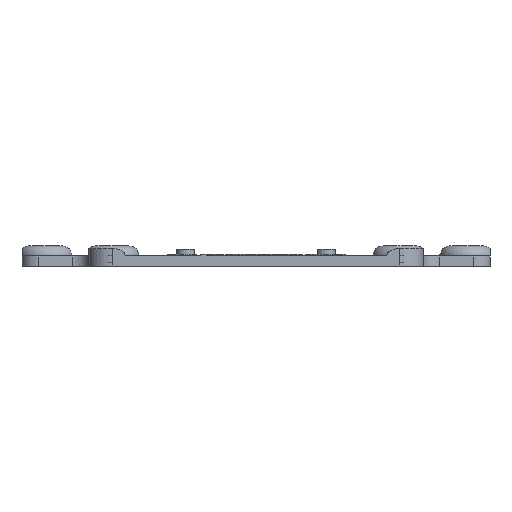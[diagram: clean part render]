
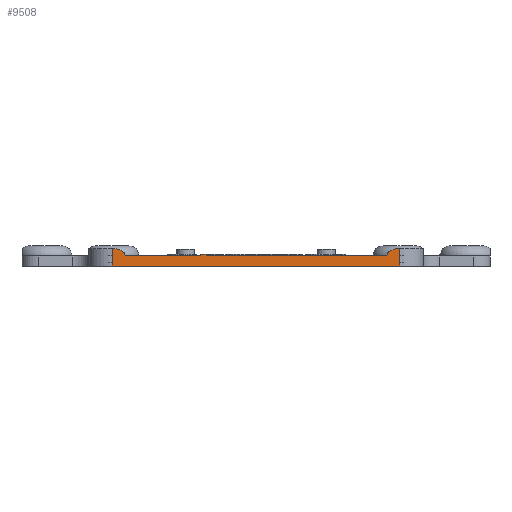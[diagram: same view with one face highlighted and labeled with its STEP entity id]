
A CAD part, left-side view. The second image highlights one B-rep face of the part: STEP entity #9508.
In plain terms, the highlighted planar face has unit normal (-1, 0, 0).
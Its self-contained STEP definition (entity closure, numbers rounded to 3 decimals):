
#810=B_SPLINE_CURVE_WITH_KNOTS('',3,(#12434,#12435,#12436,#12437,#12438,
#12439,#12440,#12441,#12442,#12443),.UNSPECIFIED.,.F.,.F.,(4,2,2,2,4),(0.93,
1.199,1.285,1.345,1.396),
 .UNSPECIFIED.);
#811=B_SPLINE_CURVE_WITH_KNOTS('',3,(#12445,#12446,#12447,#12448,#12449,
#12450),.UNSPECIFIED.,.F.,.F.,(4,2,4),(1.584,1.617,
1.695),.UNSPECIFIED.);
#812=B_SPLINE_CURVE_WITH_KNOTS('',3,(#12454,#12455,#12456,#12457,#12458,
#12459),.UNSPECIFIED.,.F.,.F.,(4,2,4),(0.,0.079,0.111),
 .UNSPECIFIED.);
#813=B_SPLINE_CURVE_WITH_KNOTS('',3,(#12463,#12464,#12465,#12466,#12467,
#12468,#12469,#12470,#12471,#12472),.UNSPECIFIED.,.F.,.F.,(4,2,2,2,4),(0.465,
0.516,0.576,0.662,0.93),
 .UNSPECIFIED.);
#829=PLANE('',#10057);
#1066=FACE_OUTER_BOUND('',#1595,.T.);
#1595=EDGE_LOOP('',(#6563,#6564,#6565,#6566,#6567,#6568,#6569,#6570,#6571,
#6572,#6573,#6574));
#2205=LINE('',#12429,#3067);
#2206=LINE('',#12452,#3068);
#2207=LINE('',#12461,#3069);
#2208=LINE('',#12474,#3070);
#2209=LINE('',#12476,#3071);
#2210=LINE('',#12478,#3072);
#2211=LINE('',#12480,#3073);
#2212=LINE('',#12481,#3074);
#3067=VECTOR('',#10570,10.);
#3068=VECTOR('',#10577,10.);
#3069=VECTOR('',#10578,10.);
#3070=VECTOR('',#10579,10.);
#3071=VECTOR('',#10580,10.);
#3072=VECTOR('',#10581,10.);
#3073=VECTOR('',#10582,10.);
#3074=VECTOR('',#10583,10.);
#4069=VERTEX_POINT('',#12427);
#4070=VERTEX_POINT('',#12428);
#4071=VERTEX_POINT('',#12433);
#4072=VERTEX_POINT('',#12444);
#4073=VERTEX_POINT('',#12451);
#4074=VERTEX_POINT('',#12453);
#4075=VERTEX_POINT('',#12460);
#4076=VERTEX_POINT('',#12462);
#4077=VERTEX_POINT('',#12473);
#4078=VERTEX_POINT('',#12475);
#4079=VERTEX_POINT('',#12477);
#4080=VERTEX_POINT('',#12479);
#5063=EDGE_CURVE('',#4069,#4070,#2205,.T.);
#5066=EDGE_CURVE('',#4070,#4071,#810,.T.);
#5067=EDGE_CURVE('',#4072,#4069,#811,.T.);
#5068=EDGE_CURVE('',#4073,#4072,#2206,.T.);
#5069=EDGE_CURVE('',#4074,#4073,#812,.T.);
#5070=EDGE_CURVE('',#4074,#4075,#2207,.T.);
#5071=EDGE_CURVE('',#4076,#4075,#813,.T.);
#5072=EDGE_CURVE('',#4077,#4076,#2208,.T.);
#5073=EDGE_CURVE('',#4078,#4077,#2209,.T.);
#5074=EDGE_CURVE('',#4079,#4078,#2210,.T.);
#5075=EDGE_CURVE('',#4080,#4079,#2211,.T.);
#5076=EDGE_CURVE('',#4071,#4080,#2212,.T.);
#6563=ORIENTED_EDGE('',*,*,#5066,.F.);
#6564=ORIENTED_EDGE('',*,*,#5063,.F.);
#6565=ORIENTED_EDGE('',*,*,#5067,.F.);
#6566=ORIENTED_EDGE('',*,*,#5068,.F.);
#6567=ORIENTED_EDGE('',*,*,#5069,.F.);
#6568=ORIENTED_EDGE('',*,*,#5070,.T.);
#6569=ORIENTED_EDGE('',*,*,#5071,.F.);
#6570=ORIENTED_EDGE('',*,*,#5072,.F.);
#6571=ORIENTED_EDGE('',*,*,#5073,.F.);
#6572=ORIENTED_EDGE('',*,*,#5074,.F.);
#6573=ORIENTED_EDGE('',*,*,#5075,.F.);
#6574=ORIENTED_EDGE('',*,*,#5076,.F.);
#9508=ADVANCED_FACE('',(#1066),#829,.F.);
#10057=AXIS2_PLACEMENT_3D('',#12432,#10575,#10576);
#10570=DIRECTION('',(0.,0.,1.));
#10575=DIRECTION('center_axis',(1.,0.,0.));
#10576=DIRECTION('ref_axis',(0.,1.,0.));
#10577=DIRECTION('',(0.,1.,0.));
#10578=DIRECTION('',(0.,0.,1.));
#10579=DIRECTION('',(0.,-1.,0.));
#10580=DIRECTION('',(0.,0.,-1.));
#10581=DIRECTION('',(0.,-1.,0.));
#10582=DIRECTION('',(0.,0.,1.));
#10583=DIRECTION('',(0.,-1.,0.));
#12427=CARTESIAN_POINT('',(-104.,53.,0.005));
#12428=CARTESIAN_POINT('',(-104.,53.,5.236));
#12429=CARTESIAN_POINT('',(-104.,53.,-26.5));
#12432=CARTESIAN_POINT('Origin',(-104.,-33.,-26.5));
#12433=CARTESIAN_POINT('',(-104.,49.127,3.));
#12434=CARTESIAN_POINT('Ctrl Pts',(-104.,53.,5.236));
#12435=CARTESIAN_POINT('Ctrl Pts',(-104.,52.105,5.236));
#12436=CARTESIAN_POINT('Ctrl Pts',(-104.,51.043,5.072));
#12437=CARTESIAN_POINT('Ctrl Pts',(-104.,50.012,4.493));
#12438=CARTESIAN_POINT('Ctrl Pts',(-104.,49.739,4.285));
#12439=CARTESIAN_POINT('Ctrl Pts',(-104.,49.421,3.917));
#12440=CARTESIAN_POINT('Ctrl Pts',(-104.,49.295,3.714));
#12441=CARTESIAN_POINT('Ctrl Pts',(-104.,49.165,3.369));
#12442=CARTESIAN_POINT('Ctrl Pts',(-104.,49.127,3.169));
#12443=CARTESIAN_POINT('Ctrl Pts',(-104.,49.127,3.));
#12444=CARTESIAN_POINT('',(-104.,51.813,0.));
#12445=CARTESIAN_POINT('Ctrl Pts',(-104.,51.813,0.));
#12446=CARTESIAN_POINT('Ctrl Pts',(-104.,51.922,0.));
#12447=CARTESIAN_POINT('Ctrl Pts',(-104.,52.053,0.001));
#12448=CARTESIAN_POINT('Ctrl Pts',(-104.,52.424,0.003));
#12449=CARTESIAN_POINT('Ctrl Pts',(-104.,52.738,0.005));
#12450=CARTESIAN_POINT('Ctrl Pts',(-104.,53.,0.005));
#12451=CARTESIAN_POINT('',(-104.,-31.813,0.));
#12452=CARTESIAN_POINT('',(-104.,-11.5,0.));
#12453=CARTESIAN_POINT('',(-104.,-33.,0.005));
#12454=CARTESIAN_POINT('Ctrl Pts',(-104.,-33.,
0.005));
#12455=CARTESIAN_POINT('Ctrl Pts',(-104.,-32.738,
0.005));
#12456=CARTESIAN_POINT('Ctrl Pts',(-104.,-32.424,
0.003));
#12457=CARTESIAN_POINT('Ctrl Pts',(-104.,-32.053,
0.001));
#12458=CARTESIAN_POINT('Ctrl Pts',(-104.,-31.922,
0.));
#12459=CARTESIAN_POINT('Ctrl Pts',(-104.,-31.813,
0.));
#12460=CARTESIAN_POINT('',(-104.,-33.,5.236));
#12461=CARTESIAN_POINT('',(-104.,-33.,-26.5));
#12462=CARTESIAN_POINT('',(-104.,-29.127,3.));
#12463=CARTESIAN_POINT('Ctrl Pts',(-104.,-29.127,
3.));
#12464=CARTESIAN_POINT('Ctrl Pts',(-104.,-29.127,
3.169));
#12465=CARTESIAN_POINT('Ctrl Pts',(-104.,-29.165,3.369));
#12466=CARTESIAN_POINT('Ctrl Pts',(-104.,-29.295,
3.714));
#12467=CARTESIAN_POINT('Ctrl Pts',(-104.,-29.421,
3.917));
#12468=CARTESIAN_POINT('Ctrl Pts',(-104.,-29.739,
4.285));
#12469=CARTESIAN_POINT('Ctrl Pts',(-104.,-30.012,
4.493));
#12470=CARTESIAN_POINT('Ctrl Pts',(-104.,-31.043,
5.072));
#12471=CARTESIAN_POINT('Ctrl Pts',(-104.,-32.105,
5.236));
#12472=CARTESIAN_POINT('Ctrl Pts',(-104.,-33.,
5.236));
#12473=CARTESIAN_POINT('',(-104.,24.93,3.));
#12474=CARTESIAN_POINT('',(-104.,-11.5,3.));
#12475=CARTESIAN_POINT('',(-104.,24.93,3.5));
#12476=CARTESIAN_POINT('',(-104.,24.93,-11.75));
#12477=CARTESIAN_POINT('',(-104.,26.625,3.5));
#12478=CARTESIAN_POINT('',(-104.,-4.905,3.5));
#12479=CARTESIAN_POINT('',(-104.,26.625,3.));
#12480=CARTESIAN_POINT('',(-104.,26.625,-11.75));
#12481=CARTESIAN_POINT('',(-104.,-11.5,3.));
